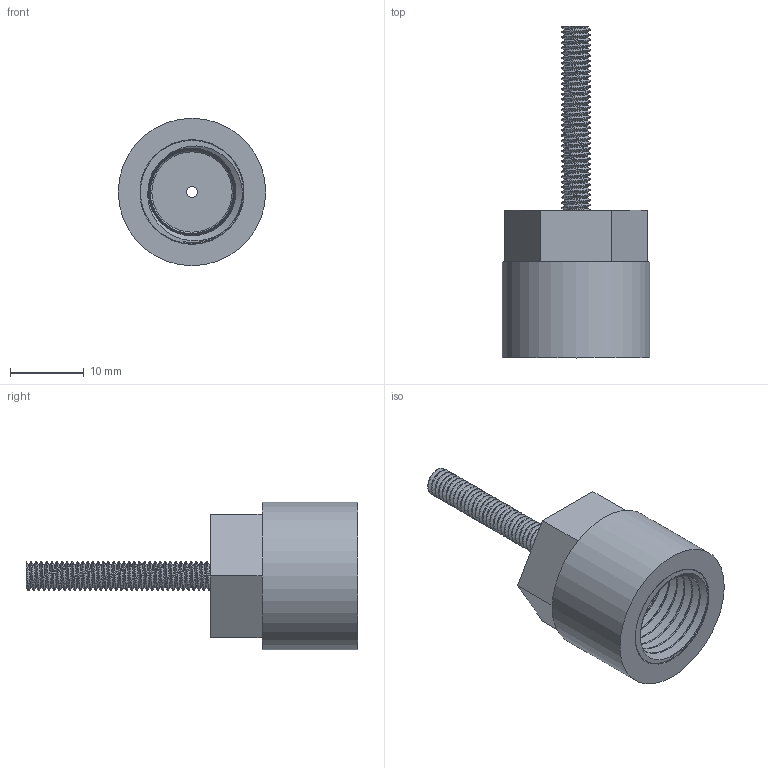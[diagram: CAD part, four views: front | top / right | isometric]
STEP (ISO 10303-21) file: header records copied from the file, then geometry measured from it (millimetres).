
FILE_DESCRIPTION(/* description */ (''),/* implementation_level */ '2;1');
FILE_NAME(/* name */ 'ConnecteurChevilleEPDM v8.step',/* time_stamp */ '2020-09-21T11:16:57+02:00',/* author */ (''),/* organization */ (''),/* preprocessor_version */ 'ST-DEVELOPER v18.1',/* originating_system */ 'Autodesk Translation Framework v9.3.0.1241',/* authorisation */ '');
FILE_SCHEMA (('AUTOMOTIVE_DESIGN { 1 0 10303 214 3 1 1 }'));
Length unit declared in the file: millimetre
Products named in the file (1): ConnecteurChevilleEPDM
Bounding box: 20 x 45 x 20 mm (x, y, z)
Volume: 4615.6 mm3; surface area: 3160.7 mm2
Topology: 1 solids, 1 shells, 115 faces, 322 edges, 213 vertices
Faces by surface type: cylinder 76, plane 18, cone 16, bspline 5
Full cylindrical faces by diameter (mm): 1.5 x1, 3.111 x14, 3.908 x24, 20 x1
Entity records: 13067 total; most frequent: CARTESIAN_POINT 10458, ORIENTED_EDGE 644, DIRECTION 379, EDGE_CURVE 322, VERTEX_POINT 213, B_SPLINE_CURVE_WITH_KNOTS 178, AXIS2_PLACEMENT_3D 136, EDGE_LOOP 121
